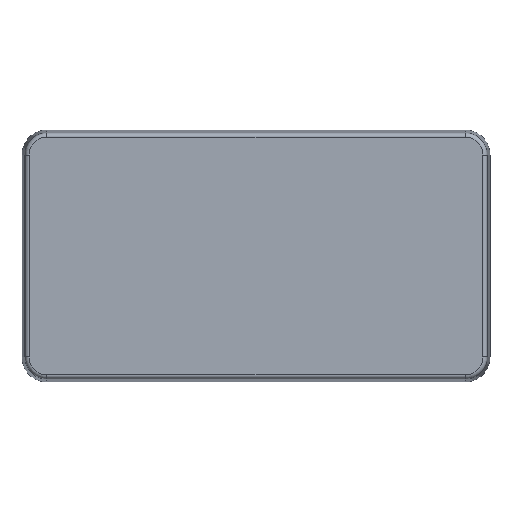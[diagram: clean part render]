
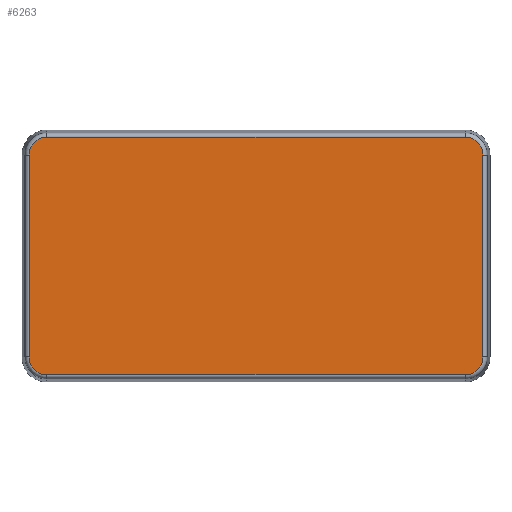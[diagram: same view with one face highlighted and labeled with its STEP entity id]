
A CAD part, front view. The second image highlights one B-rep face of the part: STEP entity #6263.
In plain terms, the highlighted face is planar.
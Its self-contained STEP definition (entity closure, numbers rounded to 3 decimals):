
#528=PLANE('',#6641);
#1023=LINE('',#10823,#1575);
#1025=LINE('',#10843,#1577);
#1028=LINE('',#10850,#1580);
#1030=LINE('',#10865,#1582);
#1575=VECTOR('',#7730,48.5);
#1577=VECTOR('',#7754,100.4);
#1580=VECTOR('',#7761,100.4);
#1582=VECTOR('',#7781,48.5);
#2036=FACE_OUTER_BOUND('',#2431,.T.);
#2431=EDGE_LOOP('',(#5460,#5461,#5462,#5463,#5464,#5465,#5466,#5467));
#2617=CIRCLE('',#6616,4.291);
#2621=CIRCLE('',#6621,4.291);
#2625=CIRCLE('',#6628,4.291);
#2629=CIRCLE('',#6633,4.291);
#3107=VERTEX_POINT('',#10820);
#3108=VERTEX_POINT('',#10822);
#3111=VERTEX_POINT('',#10829);
#3112=VERTEX_POINT('',#10834);
#3115=VERTEX_POINT('',#10841);
#3116=VERTEX_POINT('',#10846);
#3119=VERTEX_POINT('',#10853);
#3120=VERTEX_POINT('',#10858);
#3913=EDGE_CURVE('',#3107,#3108,#1023,.T.);
#3917=EDGE_CURVE('',#3111,#3107,#2617,.T.);
#3921=EDGE_CURVE('',#3108,#3112,#2621,.T.);
#3923=EDGE_CURVE('',#3115,#3111,#1025,.T.);
#3927=EDGE_CURVE('',#3112,#3116,#1028,.T.);
#3929=EDGE_CURVE('',#3119,#3115,#2625,.T.);
#3933=EDGE_CURVE('',#3116,#3120,#2629,.T.);
#3935=EDGE_CURVE('',#3120,#3119,#1030,.T.);
#5460=ORIENTED_EDGE('',*,*,#3913,.F.);
#5461=ORIENTED_EDGE('',*,*,#3917,.F.);
#5462=ORIENTED_EDGE('',*,*,#3923,.F.);
#5463=ORIENTED_EDGE('',*,*,#3929,.F.);
#5464=ORIENTED_EDGE('',*,*,#3935,.F.);
#5465=ORIENTED_EDGE('',*,*,#3933,.F.);
#5466=ORIENTED_EDGE('',*,*,#3927,.F.);
#5467=ORIENTED_EDGE('',*,*,#3921,.F.);
#6263=ADVANCED_FACE('',(#2036),#528,.F.);
#6616=AXIS2_PLACEMENT_3D('',#10831,#7738,#7739);
#6621=AXIS2_PLACEMENT_3D('',#10838,#7748,#7749);
#6628=AXIS2_PLACEMENT_3D('',#10855,#7766,#7767);
#6633=AXIS2_PLACEMENT_3D('',#10862,#7776,#7777);
#6641=AXIS2_PLACEMENT_3D('',#10884,#7801,#7802);
#7730=DIRECTION('',(0.,1.,0.));
#7738=DIRECTION('center_axis',(0.,0.,1.));
#7739=DIRECTION('ref_axis',(0.707,-0.707,0.));
#7748=DIRECTION('center_axis',(0.,0.,1.));
#7749=DIRECTION('ref_axis',(0.707,0.707,0.));
#7754=DIRECTION('',(1.,0.,0.));
#7761=DIRECTION('',(-1.,0.,0.));
#7766=DIRECTION('center_axis',(0.,0.,1.));
#7767=DIRECTION('ref_axis',(-0.707,-0.707,0.));
#7776=DIRECTION('center_axis',(0.,0.,1.));
#7777=DIRECTION('ref_axis',(-0.707,0.707,0.));
#7781=DIRECTION('',(0.,-1.,0.));
#7801=DIRECTION('center_axis',(0.,0.,1.));
#7802=DIRECTION('ref_axis',(1.,0.,0.));
#10820=CARTESIAN_POINT('',(54.491,-24.25,-33.5));
#10822=CARTESIAN_POINT('',(54.491,24.25,-33.5));
#10823=CARTESIAN_POINT('',(54.491,-12.125,-33.5));
#10829=CARTESIAN_POINT('',(50.2,-28.541,-33.5));
#10831=CARTESIAN_POINT('Origin',(50.2,-24.25,-33.5));
#10834=CARTESIAN_POINT('',(50.2,28.541,-33.5));
#10838=CARTESIAN_POINT('Origin',(50.2,24.25,-33.5));
#10841=CARTESIAN_POINT('',(-50.2,-28.541,-33.5));
#10843=CARTESIAN_POINT('',(-25.1,-28.541,-33.5));
#10846=CARTESIAN_POINT('',(-50.2,28.541,-33.5));
#10850=CARTESIAN_POINT('',(25.1,28.541,-33.5));
#10853=CARTESIAN_POINT('',(-54.491,-24.25,-33.5));
#10855=CARTESIAN_POINT('Origin',(-50.2,-24.25,-33.5));
#10858=CARTESIAN_POINT('',(-54.491,24.25,-33.5));
#10862=CARTESIAN_POINT('Origin',(-50.2,24.25,-33.5));
#10865=CARTESIAN_POINT('',(-54.491,12.125,-33.5));
#10884=CARTESIAN_POINT('Origin',(0.,0.,-33.5));
